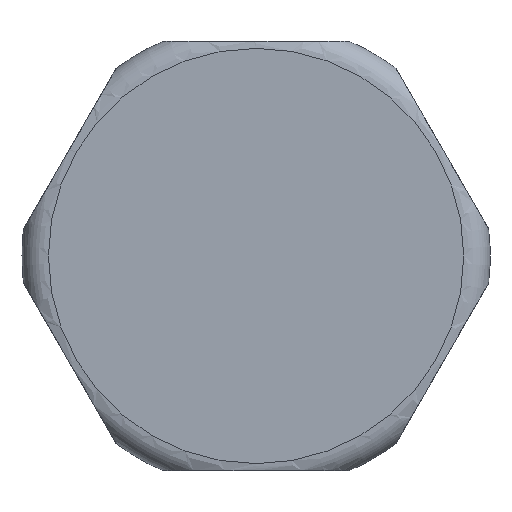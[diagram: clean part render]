
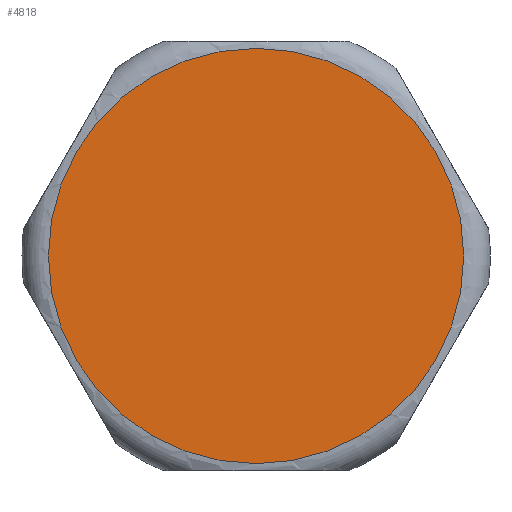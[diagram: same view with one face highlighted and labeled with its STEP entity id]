
A CAD part, left-side view. The second image highlights one B-rep face of the part: STEP entity #4818.
In plain terms, the highlighted planar face has unit normal (-1, 0, 0).
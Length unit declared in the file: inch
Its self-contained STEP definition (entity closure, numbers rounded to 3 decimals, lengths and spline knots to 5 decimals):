
#933=PLANE('',#5207);
#1069=FACE_OUTER_BOUND('',#1329,.T.);
#1329=EDGE_LOOP('',(#3326,#3327));
#1649=CIRCLE('',#5185,1.23622);
#1650=CIRCLE('',#5186,1.23622);
#1915=VERTEX_POINT('',#7416);
#1916=VERTEX_POINT('',#7417);
#2442=EDGE_CURVE('',#1915,#1916,#1649,.T.);
#2443=EDGE_CURVE('',#1916,#1915,#1650,.T.);
#3326=ORIENTED_EDGE('',*,*,#2442,.T.);
#3327=ORIENTED_EDGE('',*,*,#2443,.T.);
#4818=ADVANCED_FACE('',(#1069),#933,.T.);
#5185=AXIS2_PLACEMENT_3D('',#7418,#5781,#5782);
#5186=AXIS2_PLACEMENT_3D('',#7419,#5783,#5784);
#5207=AXIS2_PLACEMENT_3D('',#7440,#5825,#5826);
#5781=DIRECTION('center_axis',(-1.,0.,0.));
#5782=DIRECTION('ref_axis',(0.,0.,
1.));
#5783=DIRECTION('center_axis',(-1.,0.,0.));
#5784=DIRECTION('ref_axis',(0.,0.,
1.));
#5825=DIRECTION('center_axis',(-1.,0.,0.));
#5826=DIRECTION('ref_axis',(0.,0.,
1.));
#7416=CARTESIAN_POINT('',(-2.54237,1.23622,0.));
#7417=CARTESIAN_POINT('',(-2.54237,0.,-1.23622));
#7418=CARTESIAN_POINT('Origin',(-2.54237,0.,0.));
#7419=CARTESIAN_POINT('Origin',(-2.54237,0.,0.));
#7440=CARTESIAN_POINT('Origin',(-2.54237,0.95669,0.));
